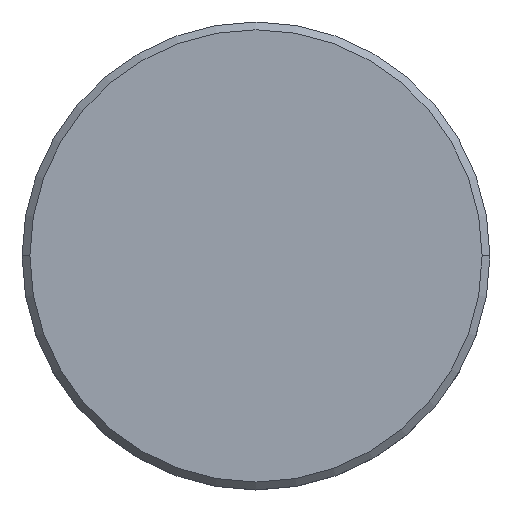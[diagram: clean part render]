
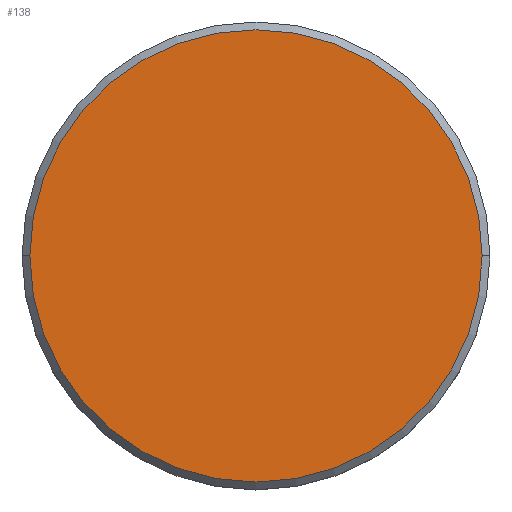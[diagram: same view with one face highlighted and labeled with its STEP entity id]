
A CAD part, top view. The second image highlights one B-rep face of the part: STEP entity #138.
In plain terms, the highlighted planar face has unit normal (0, 0, 1).
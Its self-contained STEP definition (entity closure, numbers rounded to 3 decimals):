
#100 = CIRCLE ( 'NONE', #263, 14.5 ) ;
#122 = EDGE_CURVE ( 'NONE', #561, #678, #100, .T. ) ;
#138 = ADVANCED_FACE ( 'NONE', ( #479 ), #1039, .T. ) ;
#172 = CARTESIAN_POINT ( 'NONE',  ( 14.5, 0., 0. ) ) ;
#188 = EDGE_CURVE ( 'NONE', #678, #561, #896, .T. ) ;
#263 = AXIS2_PLACEMENT_3D ( 'NONE', #450, #635, #989 ) ;
#450 = CARTESIAN_POINT ( 'NONE',  ( 0., 0., 0. ) ) ;
#479 = FACE_OUTER_BOUND ( 'NONE', #491, .T. ) ;
#491 = EDGE_LOOP ( 'NONE', ( #632, #834 ) ) ;
#554 = DIRECTION ( 'NONE',  ( 1., 0., 0. ) ) ;
#561 = VERTEX_POINT ( 'NONE', #172 ) ;
#632 = ORIENTED_EDGE ( 'NONE', *, *, #188, .T. ) ;
#635 = DIRECTION ( 'NONE',  ( 0., 0., 1. ) ) ;
#678 = VERTEX_POINT ( 'NONE', #951 ) ;
#679 = AXIS2_PLACEMENT_3D ( 'NONE', #1083, #731, #554 ) ;
#731 = DIRECTION ( 'NONE',  ( 0., 0., 1. ) ) ;
#834 = ORIENTED_EDGE ( 'NONE', *, *, #122, .T. ) ;
#837 = CARTESIAN_POINT ( 'NONE',  ( 0., 0., 0. ) ) ;
#896 = CIRCLE ( 'NONE', #679, 14.5 ) ;
#913 = AXIS2_PLACEMENT_3D ( 'NONE', #837, #1028, #1045 ) ;
#951 = CARTESIAN_POINT ( 'NONE',  ( -14.5, 0., 0. ) ) ;
#989 = DIRECTION ( 'NONE',  ( 1., 0., 0. ) ) ;
#1028 = DIRECTION ( 'NONE',  ( 0., 0., 1. ) ) ;
#1039 = PLANE ( 'NONE',  #913 ) ;
#1045 = DIRECTION ( 'NONE',  ( 1., 0., 0. ) ) ;
#1083 = CARTESIAN_POINT ( 'NONE',  ( 0., 0., 0. ) ) ;
